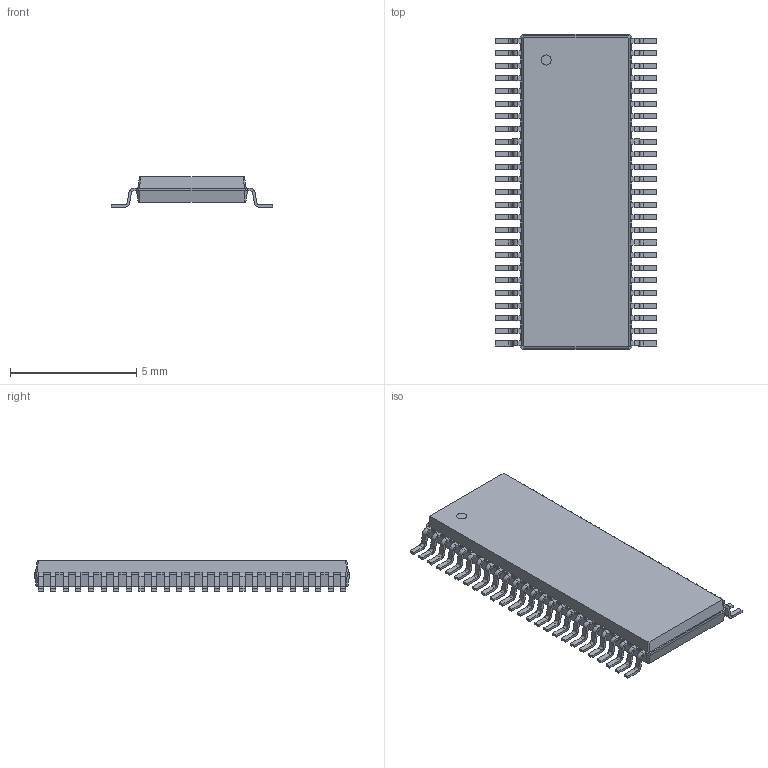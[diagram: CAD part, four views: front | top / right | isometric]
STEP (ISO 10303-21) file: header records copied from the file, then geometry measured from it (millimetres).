
FILE_DESCRIPTION(/* description */ ('model of TSSOP-50_4.4x12.5mm_P0.5mm'),/* implementation_level */ '2;1');
FILE_NAME(/* name */ 'TSSOP-50_4.4x12.5mm_P0.5mm.step',/* time_stamp */ '1970-01-01T00:00:00',/* author */ ('KiCAD','kicad'),/* organization */ ('OCCT'),/* preprocessor_version */ '',/* originating_system */ 'KiCAD',/* authorisation */ '');
FILE_SCHEMA(('AUTOMOTIVE_DESIGN { 1 0 10303 214 1 1 1 1 }'));
Length unit declared in the file: millimetre
Products named in the file (1): TSSOP-50_4.4x12.5mm_P0.5mm
Bounding box: 6.4 x 12.5 x 1.2 mm (x, y, z)
Volume: 54.6 mm3; surface area: 182.7 mm2
Topology: 1 solids, 1 shells, 777 faces, 2115 edges, 1341 vertices
Faces by surface type: plane 561, cylinder 200, bspline 16
Entity records: 15555 total; most frequent: ORIENTED_EDGE 3621, EDGE_CURVE 2115, CARTESIAN_POINT 1844, VERTEX_POINT 1341, LINE 1340, AXIS2_PLACEMENT_3D 989, FACE_BOUND 778, ADVANCED_FACE 777
